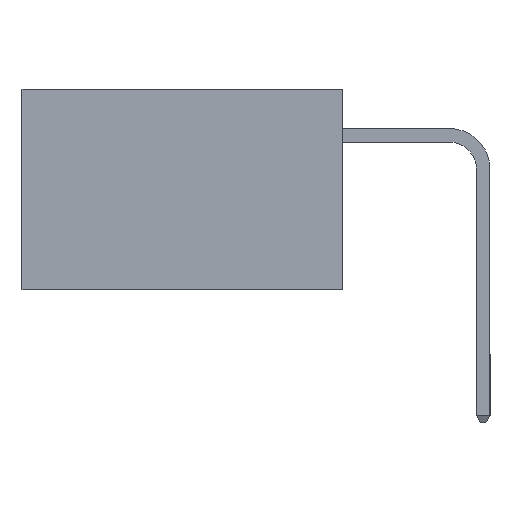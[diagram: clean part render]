
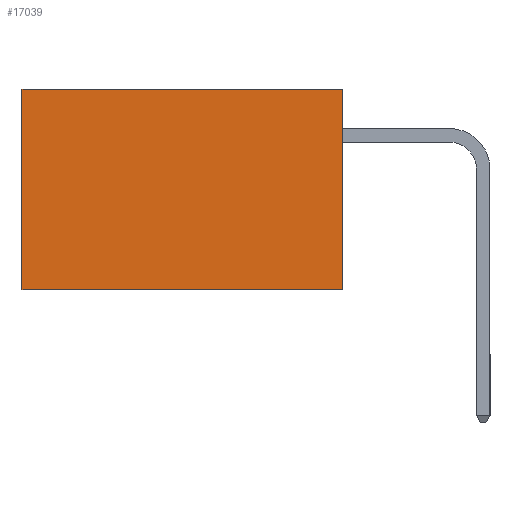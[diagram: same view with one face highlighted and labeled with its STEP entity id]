
A CAD part, left-side view. The second image highlights one B-rep face of the part: STEP entity #17039.
In plain terms, the highlighted planar face has unit normal (-1, 0, 0).
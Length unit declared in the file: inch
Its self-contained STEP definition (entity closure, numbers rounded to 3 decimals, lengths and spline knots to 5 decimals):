
#448 = LINE ( 'NONE', #19410, #8691 ) ;
#727 = CARTESIAN_POINT ( 'NONE',  ( 0.277, 0., -0.37 ) ) ;
#2039 = CARTESIAN_POINT ( 'NONE',  ( 0.277, 0., -0.37 ) ) ;
#2764 = EDGE_LOOP ( 'NONE', ( #19266, #12196, #12219, #7488 ) ) ;
#2775 = VERTEX_POINT ( 'NONE', #12569 ) ;
#2858 = EDGE_CURVE ( 'NONE', #4363, #2775, #14266, .T. ) ;
#2889 = PLANE ( 'NONE',  #4959 ) ;
#2944 = CARTESIAN_POINT ( 'NONE',  ( 0.277, 0., 0. ) ) ;
#2945 = VERTEX_POINT ( 'NONE', #2944 ) ;
#2969 = DIRECTION ( 'NONE',  ( 0., 0., -1. ) ) ;
#3103 = LINE ( 'NONE', #727, #16439 ) ;
#3807 = EDGE_CURVE ( 'NONE', #2945, #18501, #11547, .T. ) ;
#4363 = VERTEX_POINT ( 'NONE', #2039 ) ;
#4959 = AXIS2_PLACEMENT_3D ( 'NONE', #11659, #13382, #2969 ) ;
#5481 = FACE_OUTER_BOUND ( 'NONE', #2764, .T. ) ;
#7456 = VECTOR ( 'NONE', #8346, 39.37008 ) ;
#7488 = ORIENTED_EDGE ( 'NONE', *, *, #3807, .T. ) ;
#7660 = CARTESIAN_POINT ( 'NONE',  ( 0.277, 0., 0. ) ) ;
#8346 = DIRECTION ( 'NONE',  ( 0., 1., 0. ) ) ;
#8605 = DIRECTION ( 'NONE',  ( 0., 1., 0. ) ) ;
#8691 = VECTOR ( 'NONE', #10729, 39.37008 ) ;
#9588 = EDGE_CURVE ( 'NONE', #2945, #4363, #3103, .T. ) ;
#9618 = CARTESIAN_POINT ( 'NONE',  ( 0.277, 0.59, 0. ) ) ;
#9691 = VECTOR ( 'NONE', #8605, 39.37008 ) ;
#10729 = DIRECTION ( 'NONE',  ( 0., 0., -1. ) ) ;
#11547 = LINE ( 'NONE', #7660, #7456 ) ;
#11659 = CARTESIAN_POINT ( 'NONE',  ( 0.277, 0., -0.37 ) ) ;
#12196 = ORIENTED_EDGE ( 'NONE', *, *, #2858, .F. ) ;
#12219 = ORIENTED_EDGE ( 'NONE', *, *, #9588, .F. ) ;
#12569 = CARTESIAN_POINT ( 'NONE',  ( 0.277, 0.59, -0.37 ) ) ;
#12663 = CARTESIAN_POINT ( 'NONE',  ( 0.277, 0., -0.37 ) ) ;
#12749 = EDGE_CURVE ( 'NONE', #18501, #2775, #448, .T. ) ;
#13382 = DIRECTION ( 'NONE',  ( 1., 0., 0. ) ) ;
#14266 = LINE ( 'NONE', #12663, #9691 ) ;
#14637 = DIRECTION ( 'NONE',  ( 0., 0., -1. ) ) ;
#16439 = VECTOR ( 'NONE', #14637, 39.37008 ) ;
#17039 = ADVANCED_FACE ( 'NONE', ( #5481 ), #2889, .F. ) ;
#18501 = VERTEX_POINT ( 'NONE', #9618 ) ;
#19266 = ORIENTED_EDGE ( 'NONE', *, *, #12749, .T. ) ;
#19410 = CARTESIAN_POINT ( 'NONE',  ( 0.277, 0.59, -0.37 ) ) ;
